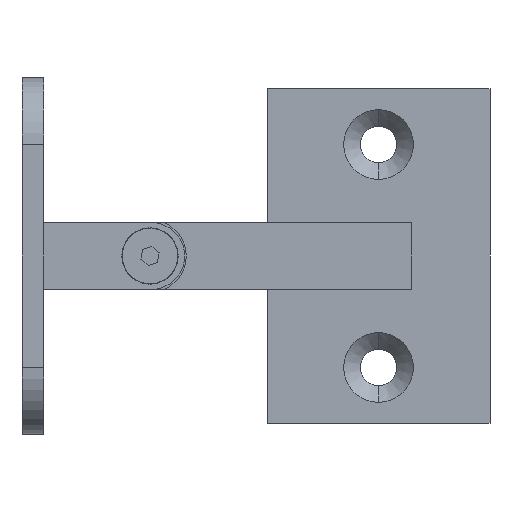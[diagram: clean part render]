
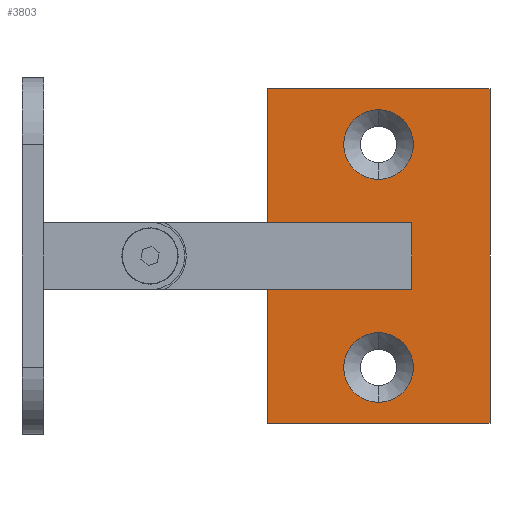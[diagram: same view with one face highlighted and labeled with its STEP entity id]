
A CAD part, left-side view. The second image highlights one B-rep face of the part: STEP entity #3803.
In plain terms, the highlighted face is planar.
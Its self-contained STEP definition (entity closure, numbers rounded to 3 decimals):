
#48 = DIRECTION ( 'NONE',  ( 0., 0., -1. ) ) ;
#227 = ORIENTED_EDGE ( 'NONE', *, *, #2606, .F. ) ;
#246 = DIRECTION ( 'NONE',  ( 0., 0., -1. ) ) ;
#309 = CARTESIAN_POINT ( 'NONE',  ( -30., -20., 0. ) ) ;
#336 = CARTESIAN_POINT ( 'NONE',  ( 0., 0., 0. ) ) ;
#343 = DIRECTION ( 'NONE',  ( -1., 0., 0. ) ) ;
#354 = ORIENTED_EDGE ( 'NONE', *, *, #3034, .F. ) ;
#399 = VECTOR ( 'NONE', #3436, 1000. ) ;
#410 = CARTESIAN_POINT ( 'NONE',  ( 3.25, 0., 0. ) ) ;
#446 = ORIENTED_EDGE ( 'NONE', *, *, #1016, .F. ) ;
#456 = VERTEX_POINT ( 'NONE', #1713 ) ;
#555 = DIRECTION ( 'NONE',  ( 0., 0., -1. ) ) ;
#560 = CIRCLE ( 'NONE', #2922, 3.25 ) ;
#573 = ORIENTED_EDGE ( 'NONE', *, *, #672, .F. ) ;
#609 = EDGE_CURVE ( 'NONE', #1691, #636, #2258, .T. ) ;
#636 = VERTEX_POINT ( 'NONE', #1503 ) ;
#662 = CARTESIAN_POINT ( 'NONE',  ( -30., -20., 0. ) ) ;
#672 = EDGE_CURVE ( 'NONE', #1637, #2111, #3350, .T. ) ;
#818 = CARTESIAN_POINT ( 'NONE',  ( -20., 0., 0. ) ) ;
#843 = EDGE_CURVE ( 'NONE', #2161, #2709, #2195, .T. ) ;
#876 = DIRECTION ( 'NONE',  ( -1., 0., 0. ) ) ;
#905 = DIRECTION ( 'NONE',  ( -1., 0., 0. ) ) ;
#973 = FACE_BOUND ( 'NONE', #1929, .T. ) ;
#1010 = CARTESIAN_POINT ( 'NONE',  ( -26.25, 0., 0. ) ) ;
#1016 = EDGE_CURVE ( 'NONE', #2111, #2161, #2399, .T. ) ;
#1210 = AXIS2_PLACEMENT_3D ( 'NONE', #3272, #246, #3894 ) ;
#1233 = VERTEX_POINT ( 'NONE', #2983 ) ;
#1261 = DIRECTION ( 'NONE',  ( 0., 0., -1. ) ) ;
#1276 = EDGE_CURVE ( 'NONE', #1233, #456, #3664, .T. ) ;
#1439 = DIRECTION ( 'NONE',  ( 0., 0., -1. ) ) ;
#1499 = EDGE_CURVE ( 'NONE', #2709, #1637, #1575, .T. ) ;
#1503 = CARTESIAN_POINT ( 'NONE',  ( -3.25, 0., 0. ) ) ;
#1561 = VECTOR ( 'NONE', #876, 1000. ) ;
#1564 = CARTESIAN_POINT ( 'NONE',  ( 0., 0., 0. ) ) ;
#1575 = LINE ( 'NONE', #309, #399 ) ;
#1603 = CIRCLE ( 'NONE', #3257, 6.25 ) ;
#1637 = VERTEX_POINT ( 'NONE', #1702 ) ;
#1661 = AXIS2_PLACEMENT_3D ( 'NONE', #2179, #48, #343 ) ;
#1691 = VERTEX_POINT ( 'NONE', #410 ) ;
#1701 = VECTOR ( 'NONE', #2557, 1000. ) ;
#1702 = CARTESIAN_POINT ( 'NONE',  ( 30., -20., 0. ) ) ;
#1713 = CARTESIAN_POINT ( 'NONE',  ( 13.75, 0., 0. ) ) ;
#1748 = ORIENTED_EDGE ( 'NONE', *, *, #1276, .F. ) ;
#1828 = CARTESIAN_POINT ( 'NONE',  ( 30., 20., 0. ) ) ;
#1929 = EDGE_LOOP ( 'NONE', ( #2961, #2919 ) ) ;
#2019 = VERTEX_POINT ( 'NONE', #2763 ) ;
#2024 = DIRECTION ( 'NONE',  ( 0., 0., -1. ) ) ;
#2043 = AXIS2_PLACEMENT_3D ( 'NONE', #3296, #1439, #2987 ) ;
#2046 = DIRECTION ( 'NONE',  ( 0., 0., -1. ) ) ;
#2111 = VERTEX_POINT ( 'NONE', #1828 ) ;
#2116 = PLANE ( 'NONE',  #1661 ) ;
#2122 = AXIS2_PLACEMENT_3D ( 'NONE', #1564, #555, #905 ) ;
#2133 = CARTESIAN_POINT ( 'NONE',  ( 30., -20., 0. ) ) ;
#2161 = VERTEX_POINT ( 'NONE', #3225 ) ;
#2179 = CARTESIAN_POINT ( 'NONE',  ( 0., 0., 0. ) ) ;
#2195 = LINE ( 'NONE', #662, #1701 ) ;
#2258 = CIRCLE ( 'NONE', #2122, 3.25 ) ;
#2335 = ORIENTED_EDGE ( 'NONE', *, *, #3583, .F. ) ;
#2399 = LINE ( 'NONE', #2577, #1561 ) ;
#2467 = DIRECTION ( 'NONE',  ( -1., 0., 0. ) ) ;
#2557 = DIRECTION ( 'NONE',  ( 0., -1., 0. ) ) ;
#2577 = CARTESIAN_POINT ( 'NONE',  ( -30., 20., 0. ) ) ;
#2606 = EDGE_CURVE ( 'NONE', #2680, #2019, #1603, .T. ) ;
#2647 = DIRECTION ( 'NONE',  ( -1., 0., 0. ) ) ;
#2674 = ORIENTED_EDGE ( 'NONE', *, *, #843, .F. ) ;
#2680 = VERTEX_POINT ( 'NONE', #1010 ) ;
#2709 = VERTEX_POINT ( 'NONE', #2758 ) ;
#2758 = CARTESIAN_POINT ( 'NONE',  ( -30., -20., 0. ) ) ;
#2759 = DIRECTION ( 'NONE',  ( 0., 1., 0. ) ) ;
#2763 = CARTESIAN_POINT ( 'NONE',  ( -13.75, 0., 0. ) ) ;
#2919 = ORIENTED_EDGE ( 'NONE', *, *, #3304, .F. ) ;
#2922 = AXIS2_PLACEMENT_3D ( 'NONE', #336, #1261, #2467 ) ;
#2956 = AXIS2_PLACEMENT_3D ( 'NONE', #3578, #2046, #3250 ) ;
#2961 = ORIENTED_EDGE ( 'NONE', *, *, #609, .F. ) ;
#2983 = CARTESIAN_POINT ( 'NONE',  ( 26.25, 0., 0. ) ) ;
#2987 = DIRECTION ( 'NONE',  ( -1., 0., 0. ) ) ;
#3019 = FACE_BOUND ( 'NONE', #3726, .T. ) ;
#3034 = EDGE_CURVE ( 'NONE', #456, #1233, #3586, .T. ) ;
#3084 = FACE_BOUND ( 'NONE', #3589, .T. ) ;
#3225 = CARTESIAN_POINT ( 'NONE',  ( -30., 20., 0. ) ) ;
#3250 = DIRECTION ( 'NONE',  ( -1., 0., 0. ) ) ;
#3257 = AXIS2_PLACEMENT_3D ( 'NONE', #818, #2024, #2647 ) ;
#3272 = CARTESIAN_POINT ( 'NONE',  ( -20., 0., 0. ) ) ;
#3296 = CARTESIAN_POINT ( 'NONE',  ( 20., 0., 0. ) ) ;
#3304 = EDGE_CURVE ( 'NONE', #636, #1691, #560, .T. ) ;
#3350 = LINE ( 'NONE', #2133, #3606 ) ;
#3412 = FACE_OUTER_BOUND ( 'NONE', #3830, .T. ) ;
#3436 = DIRECTION ( 'NONE',  ( 1., 0., 0. ) ) ;
#3448 = CIRCLE ( 'NONE', #1210, 6.25 ) ;
#3578 = CARTESIAN_POINT ( 'NONE',  ( 20., 0., 0. ) ) ;
#3583 = EDGE_CURVE ( 'NONE', #2019, #2680, #3448, .T. ) ;
#3586 = CIRCLE ( 'NONE', #2043, 6.25 ) ;
#3589 = EDGE_LOOP ( 'NONE', ( #354, #1748 ) ) ;
#3606 = VECTOR ( 'NONE', #2759, 1000. ) ;
#3664 = CIRCLE ( 'NONE', #2956, 6.25 ) ;
#3726 = EDGE_LOOP ( 'NONE', ( #227, #2335 ) ) ;
#3736 = ORIENTED_EDGE ( 'NONE', *, *, #1499, .F. ) ;
#3803 = ADVANCED_FACE ( 'NONE', ( #3084, #3019, #973, #3412 ), #2116, .T. ) ;
#3830 = EDGE_LOOP ( 'NONE', ( #573, #3736, #2674, #446 ) ) ;
#3894 = DIRECTION ( 'NONE',  ( -1., 0., 0. ) ) ;
